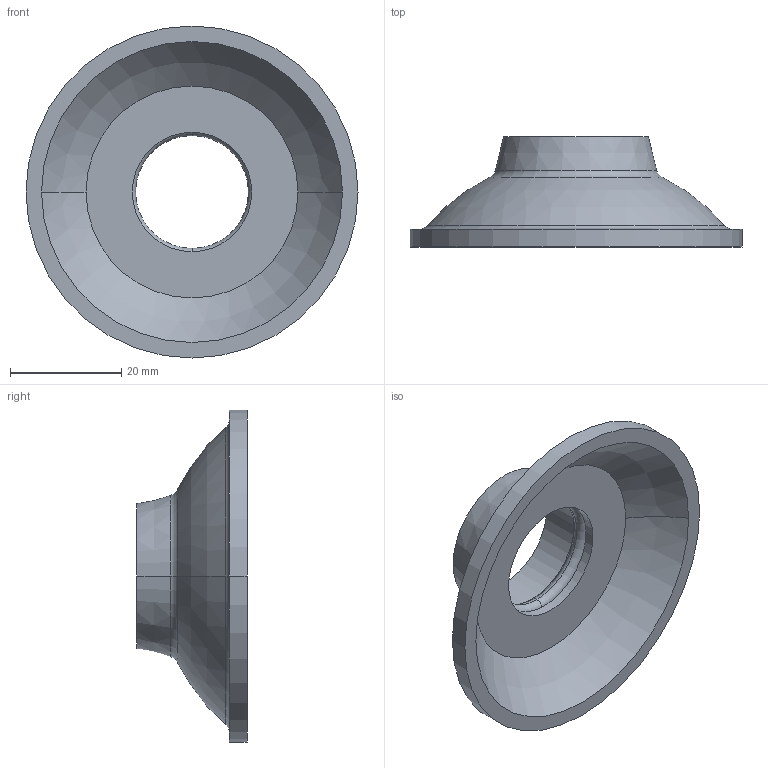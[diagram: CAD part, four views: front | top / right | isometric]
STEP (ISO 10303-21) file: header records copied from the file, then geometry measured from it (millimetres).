
FILE_DESCRIPTION((''),'2;1');
FILE_NAME('207_WEB','2010-11-03T',('ramkumar'),(''),'PRO/ENGINEER BY PARAMETRIC TECHNOLOGY CORPORATION, 2009300','PRO/ENGINEER BY PARAMETRIC TECHNOLOGY CORPORATION, 2009300','');
FILE_SCHEMA(('CONFIG_CONTROL_DESIGN'));
Length unit declared in the file: inch
Products named in the file (1): 207_WEB
Bounding box: 59.69 x 19.81 x 59.69 mm (x, y, z)
Surface area: 8625 mm2 (no closed solid volume)
Topology: 0 solids, 2 shells, 28 faces, 56 edges, 34 vertices
Faces by surface type: cylinder 8, torus 8, plane 6, sphere 4, cone 2
Entity records: 791 total; most frequent: DIRECTION 158, CARTESIAN_POINT 118, ORIENTED_EDGE 112, AXIS2_PLACEMENT_3D 74, EDGE_CURVE 56, CIRCLE 46, VERTEX_POINT 34, EDGE_LOOP 34
